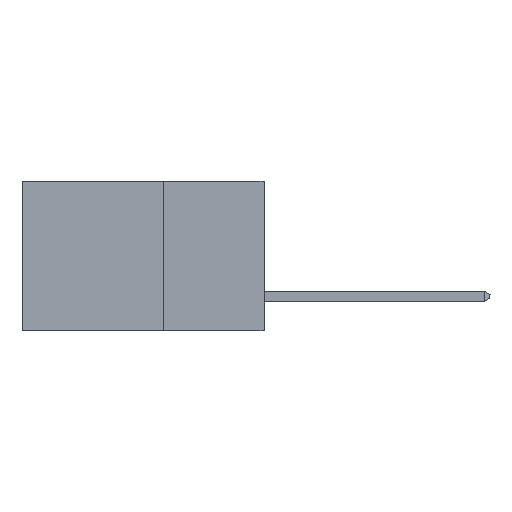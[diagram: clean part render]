
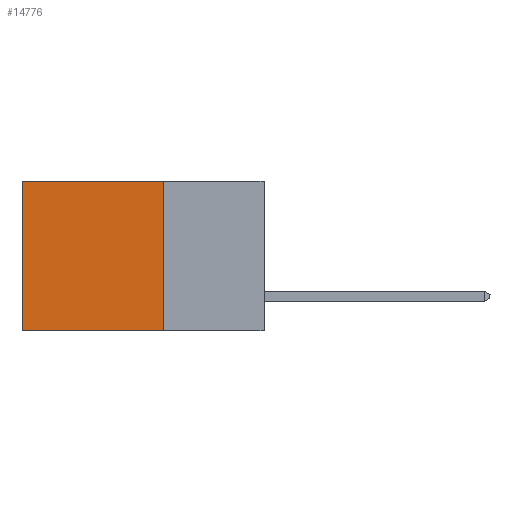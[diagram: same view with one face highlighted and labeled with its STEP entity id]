
A CAD part, left-side view. The second image highlights one B-rep face of the part: STEP entity #14776.
In plain terms, the highlighted planar face has unit normal (-1, 0, 0).
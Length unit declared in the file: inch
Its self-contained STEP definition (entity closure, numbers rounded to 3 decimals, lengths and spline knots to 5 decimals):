
#943 = VERTEX_POINT ( 'NONE', #18020 ) ;
#3177 = VERTEX_POINT ( 'NONE', #17783 ) ;
#3248 = CARTESIAN_POINT ( 'NONE',  ( 0.298, 0.25, 0. ) ) ;
#4528 = LINE ( 'NONE', #12263, #22823 ) ;
#5181 = CARTESIAN_POINT ( 'NONE',  ( 0.298, 0.25, 0. ) ) ;
#5775 = DIRECTION ( 'NONE',  ( 0., 1., 0. ) ) ;
#6105 = DIRECTION ( 'NONE',  ( 1., 0., 0. ) ) ;
#6344 = EDGE_CURVE ( 'NONE', #17574, #11202, #10898, .T. ) ;
#6422 = EDGE_CURVE ( 'NONE', #3177, #17574, #12244, .T. ) ;
#8093 = LINE ( 'NONE', #3248, #26712 ) ;
#8318 = EDGE_CURVE ( 'NONE', #3177, #943, #8093, .T. ) ;
#8509 = FACE_OUTER_BOUND ( 'NONE', #22800, .T. ) ;
#8597 = ORIENTED_EDGE ( 'NONE', *, *, #6422, .T. ) ;
#10898 = LINE ( 'NONE', #22418, #18188 ) ;
#11202 = VERTEX_POINT ( 'NONE', #21590 ) ;
#11509 = PLANE ( 'NONE',  #24489 ) ;
#11722 = DIRECTION ( 'NONE',  ( 0., 0., -1. ) ) ;
#12244 = LINE ( 'NONE', #20459, #19209 ) ;
#12263 = CARTESIAN_POINT ( 'NONE',  ( 0.298, 0.25, -0.37 ) ) ;
#14746 = ORIENTED_EDGE ( 'NONE', *, *, #8318, .F. ) ;
#14776 = ADVANCED_FACE ( 'NONE', ( #8509 ), #11509, .F. ) ;
#16559 = ORIENTED_EDGE ( 'NONE', *, *, #18288, .F. ) ;
#17574 = VERTEX_POINT ( 'NONE', #21523 ) ;
#17783 = CARTESIAN_POINT ( 'NONE',  ( 0.298, 0.25, 0. ) ) ;
#18020 = CARTESIAN_POINT ( 'NONE',  ( 0.298, 0.25, -0.37 ) ) ;
#18188 = VECTOR ( 'NONE', #11722, 39.37008 ) ;
#18288 = EDGE_CURVE ( 'NONE', #943, #11202, #4528, .T. ) ;
#19209 = VECTOR ( 'NONE', #5775, 39.37008 ) ;
#20459 = CARTESIAN_POINT ( 'NONE',  ( 0.298, 0.25, 0. ) ) ;
#21523 = CARTESIAN_POINT ( 'NONE',  ( 0.298, 0.6, 0. ) ) ;
#21590 = CARTESIAN_POINT ( 'NONE',  ( 0.298, 0.6, -0.37 ) ) ;
#22418 = CARTESIAN_POINT ( 'NONE',  ( 0.298, 0.6, 0. ) ) ;
#22800 = EDGE_LOOP ( 'NONE', ( #26364, #16559, #14746, #8597 ) ) ;
#22823 = VECTOR ( 'NONE', #23000, 39.37008 ) ;
#23000 = DIRECTION ( 'NONE',  ( 0., 1., 0. ) ) ;
#23557 = DIRECTION ( 'NONE',  ( 0., 0., -1. ) ) ;
#24489 = AXIS2_PLACEMENT_3D ( 'NONE', #5181, #6105, #23557 ) ;
#24558 = DIRECTION ( 'NONE',  ( 0., 0., -1. ) ) ;
#26364 = ORIENTED_EDGE ( 'NONE', *, *, #6344, .T. ) ;
#26712 = VECTOR ( 'NONE', #24558, 39.37008 ) ;
